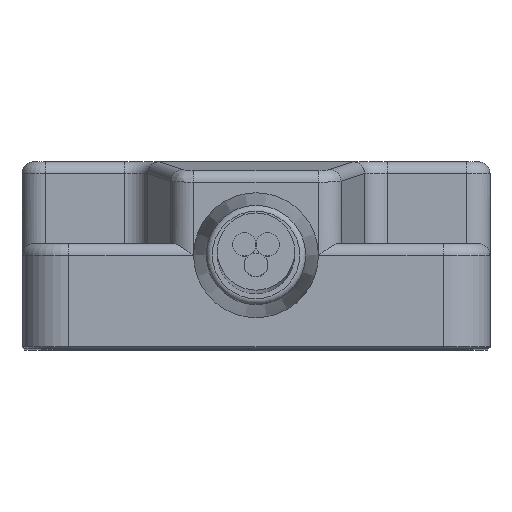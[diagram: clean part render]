
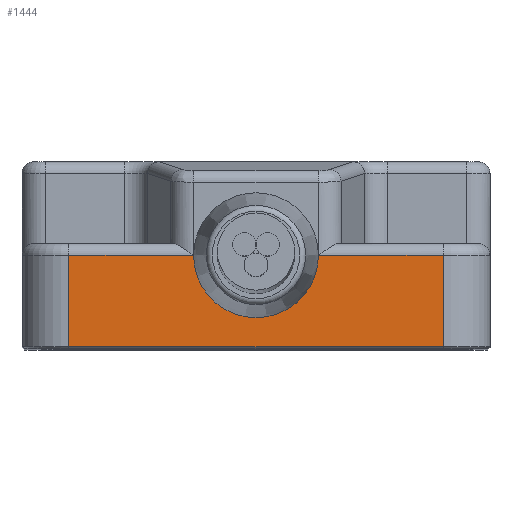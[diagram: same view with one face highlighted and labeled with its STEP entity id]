
A CAD part, top view. The second image highlights one B-rep face of the part: STEP entity #1444.
In plain terms, the highlighted planar face has unit normal (0, 0, 1).
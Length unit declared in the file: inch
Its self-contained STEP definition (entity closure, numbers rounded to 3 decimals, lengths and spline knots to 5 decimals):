
#29 = DIRECTION ( 'NONE',  ( 1., 0., 0. ) ) ;
#40 = VERTEX_POINT ( 'NONE', #1965 ) ;
#67 = CARTESIAN_POINT ( 'NONE',  ( 0.7087, 0.0039, 0. ) ) ;
#102 = EDGE_CURVE ( 'NONE', #1919, #244, #1124, .T. ) ;
#148 = DIRECTION ( 'NONE',  ( 0., 0., -1. ) ) ;
#215 = VECTOR ( 'NONE', #421, 39.37008 ) ;
#244 = VERTEX_POINT ( 'NONE', #67 ) ;
#272 = ORIENTED_EDGE ( 'NONE', *, *, #1399, .T. ) ;
#421 = DIRECTION ( 'NONE',  ( 0., -1., 0. ) ) ;
#470 = DIRECTION ( 'NONE',  ( 1., 0., 0. ) ) ;
#473 = EDGE_CURVE ( 'NONE', #40, #1046, #2072, .T. ) ;
#492 = CARTESIAN_POINT ( 'NONE',  ( 0.28861, 0.1575, 0. ) ) ;
#570 = CARTESIAN_POINT ( 'NONE',  ( 0.0787, 0.315, 0. ) ) ;
#606 = CARTESIAN_POINT ( 'NONE',  ( 0.0787, 0.315, 0. ) ) ;
#660 = DIRECTION ( 'NONE',  ( 0., 0., 1. ) ) ;
#691 = ORIENTED_EDGE ( 'NONE', *, *, #1637, .F. ) ;
#768 = DIRECTION ( 'NONE',  ( -1., 0., 0. ) ) ;
#793 = LINE ( 'NONE', #606, #215 ) ;
#905 = CARTESIAN_POINT ( 'NONE',  ( 0.3937, 0.1575, 0. ) ) ;
#921 = VECTOR ( 'NONE', #2142, 39.37008 ) ;
#936 = CARTESIAN_POINT ( 'NONE',  ( 0.0787, 0.0039, 0. ) ) ;
#1012 = AXIS2_PLACEMENT_3D ( 'NONE', #905, #660, #470 ) ;
#1046 = VERTEX_POINT ( 'NONE', #1732 ) ;
#1072 = DIRECTION ( 'NONE',  ( 0., -1., 0. ) ) ;
#1124 = LINE ( 'NONE', #936, #2016 ) ;
#1143 = ORIENTED_EDGE ( 'NONE', *, *, #473, .T. ) ;
#1158 = AXIS2_PLACEMENT_3D ( 'NONE', #570, #148, #2280 ) ;
#1225 = CARTESIAN_POINT ( 'NONE',  ( 0.0787, 0.0039, 0. ) ) ;
#1236 = CARTESIAN_POINT ( 'NONE',  ( 0.0787, 0.1575, 0. ) ) ;
#1399 = EDGE_CURVE ( 'NONE', #1740, #2012, #2360, .T. ) ;
#1444 = ADVANCED_FACE ( 'NONE', ( #2007 ), #2507, .F. ) ;
#1591 = EDGE_CURVE ( 'NONE', #2012, #1919, #793, .T. ) ;
#1637 = EDGE_CURVE ( 'NONE', #1740, #1046, #2541, .T. ) ;
#1732 = CARTESIAN_POINT ( 'NONE',  ( 0.49879, 0.1575, 0. ) ) ;
#1740 = VERTEX_POINT ( 'NONE', #492 ) ;
#1754 = CARTESIAN_POINT ( 'NONE',  ( 0.7087, 0.315, 0. ) ) ;
#1870 = VECTOR ( 'NONE', #768, 39.37008 ) ;
#1889 = VECTOR ( 'NONE', #1072, 39.37008 ) ;
#1919 = VERTEX_POINT ( 'NONE', #1225 ) ;
#1965 = CARTESIAN_POINT ( 'NONE',  ( 0.7087, 0.1575, 0. ) ) ;
#1968 = ORIENTED_EDGE ( 'NONE', *, *, #1591, .T. ) ;
#2007 = FACE_OUTER_BOUND ( 'NONE', #2769, .T. ) ;
#2012 = VERTEX_POINT ( 'NONE', #2021 ) ;
#2016 = VECTOR ( 'NONE', #29, 39.37008 ) ;
#2021 = CARTESIAN_POINT ( 'NONE',  ( 0.0787, 0.1575, 0. ) ) ;
#2062 = CARTESIAN_POINT ( 'NONE',  ( 0.0787, 0.1575, 0. ) ) ;
#2072 = LINE ( 'NONE', #1236, #921 ) ;
#2142 = DIRECTION ( 'NONE',  ( -1., 0., 0. ) ) ;
#2177 = LINE ( 'NONE', #1754, #1889 ) ;
#2280 = DIRECTION ( 'NONE',  ( -1., 0., 0. ) ) ;
#2360 = LINE ( 'NONE', #2062, #1870 ) ;
#2375 = ORIENTED_EDGE ( 'NONE', *, *, #102, .T. ) ;
#2507 = PLANE ( 'NONE',  #1158 ) ;
#2541 = CIRCLE ( 'NONE', #1012, 0.10509 ) ;
#2736 = ORIENTED_EDGE ( 'NONE', *, *, #2777, .F. ) ;
#2769 = EDGE_LOOP ( 'NONE', ( #691, #272, #1968, #2375, #2736, #1143 ) ) ;
#2777 = EDGE_CURVE ( 'NONE', #40, #244, #2177, .T. ) ;
